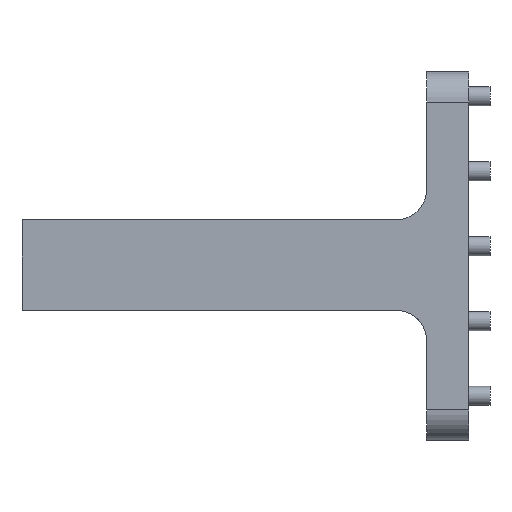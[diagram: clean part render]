
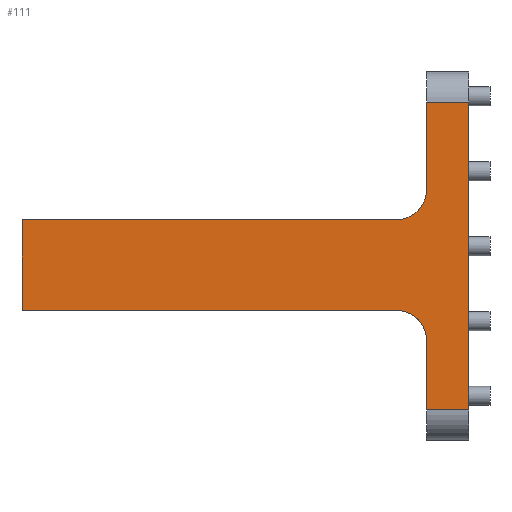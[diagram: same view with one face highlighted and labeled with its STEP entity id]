
A CAD part, left-side view. The second image highlights one B-rep face of the part: STEP entity #111.
In plain terms, the highlighted planar face has unit normal (-1, 0, 0).
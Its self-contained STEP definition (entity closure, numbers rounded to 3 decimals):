
#7 = LINE ( 'NONE', #494, #897 ) ;
#35 = CARTESIAN_POINT ( 'NONE',  ( 9.704, 3.438, 40.909 ) ) ;
#46 = FACE_OUTER_BOUND ( 'NONE', #1317, .T. ) ;
#50 = CIRCLE ( 'NONE', #942, 10. ) ;
#98 = VECTOR ( 'NONE', #1514, 1000. ) ;
#108 = VERTEX_POINT ( 'NONE', #276 ) ;
#111 = ADVANCED_FACE ( 'NONE', ( #46 ), #157, .F. ) ;
#112 = DIRECTION ( 'NONE',  ( 0., 0., -1. ) ) ;
#122 = VECTOR ( 'NONE', #112, 1000. ) ;
#133 = VERTEX_POINT ( 'NONE', #1280 ) ;
#136 = ORIENTED_EDGE ( 'NONE', *, *, #1473, .F. ) ;
#149 = DIRECTION ( 'NONE',  ( 0., -1., 0. ) ) ;
#156 = EDGE_CURVE ( 'NONE', #1584, #1193, #773, .T. ) ;
#157 = PLANE ( 'NONE',  #1555 ) ;
#209 = LINE ( 'NONE', #1534, #1347 ) ;
#235 = DIRECTION ( 'NONE',  ( 0., 1., 0. ) ) ;
#261 = EDGE_CURVE ( 'NONE', #1386, #1214, #209, .T. ) ;
#276 = CARTESIAN_POINT ( 'NONE',  ( 9.704, 13.438, 73.909 ) ) ;
#314 = EDGE_CURVE ( 'NONE', #1186, #869, #50, .T. ) ;
#322 = CARTESIAN_POINT ( 'NONE',  ( 9.704, 137.438, 73.909 ) ) ;
#334 = DIRECTION ( 'NONE',  ( 0., 0., -1. ) ) ;
#368 = EDGE_CURVE ( 'NONE', #133, #1199, #862, .T. ) ;
#424 = ORIENTED_EDGE ( 'NONE', *, *, #261, .F. ) ;
#444 = LINE ( 'NONE', #660, #993 ) ;
#450 = CARTESIAN_POINT ( 'NONE',  ( 9.704, 13.438, 113.909 ) ) ;
#494 = CARTESIAN_POINT ( 'NONE',  ( 9.704, 3.438, 34.909 ) ) ;
#555 = VERTEX_POINT ( 'NONE', #1372 ) ;
#576 = ORIENTED_EDGE ( 'NONE', *, *, #929, .T. ) ;
#586 = ORIENTED_EDGE ( 'NONE', *, *, #314, .T. ) ;
#600 = CARTESIAN_POINT ( 'NONE',  ( 9.704, 13.438, 103.909 ) ) ;
#604 = DIRECTION ( 'NONE',  ( 0., 0., 1. ) ) ;
#610 = DIRECTION ( 'NONE',  ( 1., 0., 0. ) ) ;
#647 = DIRECTION ( 'NONE',  ( 0., 0., -1. ) ) ;
#660 = CARTESIAN_POINT ( 'NONE',  ( 9.704, 5.465, 103.909 ) ) ;
#669 = DIRECTION ( 'NONE',  ( 1., 0., 0. ) ) ;
#679 = ORIENTED_EDGE ( 'NONE', *, *, #156, .T. ) ;
#702 = DIRECTION ( 'NONE',  ( 0., 0., 1. ) ) ;
#714 = ORIENTED_EDGE ( 'NONE', *, *, #1390, .T. ) ;
#757 = LINE ( 'NONE', #1368, #1046 ) ;
#764 = CARTESIAN_POINT ( 'NONE',  ( 9.704, 3.438, 34.909 ) ) ;
#773 = LINE ( 'NONE', #1018, #98 ) ;
#806 = CARTESIAN_POINT ( 'NONE',  ( 9.704, -10.562, 40.909 ) ) ;
#817 = EDGE_CURVE ( 'NONE', #869, #1584, #444, .T. ) ;
#826 = ORIENTED_EDGE ( 'NONE', *, *, #368, .F. ) ;
#833 = CARTESIAN_POINT ( 'NONE',  ( 9.704, 3.438, 142.909 ) ) ;
#842 = ORIENTED_EDGE ( 'NONE', *, *, #1358, .T. ) ;
#853 = CARTESIAN_POINT ( 'NONE',  ( 9.704, -10.562, 152.909 ) ) ;
#862 = LINE ( 'NONE', #853, #122 ) ;
#866 = VECTOR ( 'NONE', #235, 1000. ) ;
#869 = VERTEX_POINT ( 'NONE', #600 ) ;
#888 = EDGE_CURVE ( 'NONE', #1193, #108, #965, .T. ) ;
#897 = VECTOR ( 'NONE', #604, 1000. ) ;
#929 = EDGE_CURVE ( 'NONE', #108, #1214, #1179, .T. ) ;
#942 = AXIS2_PLACEMENT_3D ( 'NONE', #450, #1428, #334 ) ;
#965 = LINE ( 'NONE', #972, #1091 ) ;
#972 = CARTESIAN_POINT ( 'NONE',  ( 9.704, 5.465, 73.909 ) ) ;
#993 = VECTOR ( 'NONE', #1422, 1000. ) ;
#1018 = CARTESIAN_POINT ( 'NONE',  ( 9.704, 137.438, 73.909 ) ) ;
#1046 = VECTOR ( 'NONE', #149, 1000. ) ;
#1062 = CARTESIAN_POINT ( 'NONE',  ( 9.704, 3.438, 63.909 ) ) ;
#1091 = VECTOR ( 'NONE', #1334, 1000. ) ;
#1152 = CARTESIAN_POINT ( 'NONE',  ( 9.704, 137.438, 103.909 ) ) ;
#1179 = CIRCLE ( 'NONE', #1225, 10. ) ;
#1186 = VERTEX_POINT ( 'NONE', #1188 ) ;
#1188 = CARTESIAN_POINT ( 'NONE',  ( 9.704, 3.438, 113.909 ) ) ;
#1193 = VERTEX_POINT ( 'NONE', #322 ) ;
#1199 = VERTEX_POINT ( 'NONE', #806 ) ;
#1214 = VERTEX_POINT ( 'NONE', #1062 ) ;
#1225 = AXIS2_PLACEMENT_3D ( 'NONE', #1351, #610, #1341 ) ;
#1280 = CARTESIAN_POINT ( 'NONE',  ( 9.704, -10.562, 142.909 ) ) ;
#1311 = ORIENTED_EDGE ( 'NONE', *, *, #888, .T. ) ;
#1317 = EDGE_LOOP ( 'NONE', ( #424, #714, #826, #842, #136, #586, #1565, #679, #1311, #576 ) ) ;
#1334 = DIRECTION ( 'NONE',  ( 0., -1., 0. ) ) ;
#1341 = DIRECTION ( 'NONE',  ( 0., 0., -1. ) ) ;
#1347 = VECTOR ( 'NONE', #702, 1000. ) ;
#1351 = CARTESIAN_POINT ( 'NONE',  ( 9.704, 13.438, 63.909 ) ) ;
#1358 = EDGE_CURVE ( 'NONE', #133, #555, #1446, .T. ) ;
#1368 = CARTESIAN_POINT ( 'NONE',  ( 9.704, -10.562, 40.909 ) ) ;
#1372 = CARTESIAN_POINT ( 'NONE',  ( 9.704, 3.438, 142.909 ) ) ;
#1386 = VERTEX_POINT ( 'NONE', #35 ) ;
#1390 = EDGE_CURVE ( 'NONE', #1386, #1199, #757, .T. ) ;
#1422 = DIRECTION ( 'NONE',  ( 0., 1., 0. ) ) ;
#1428 = DIRECTION ( 'NONE',  ( 1., 0., 0. ) ) ;
#1446 = LINE ( 'NONE', #833, #866 ) ;
#1473 = EDGE_CURVE ( 'NONE', #1186, #555, #7, .T. ) ;
#1514 = DIRECTION ( 'NONE',  ( 0., 0., -1. ) ) ;
#1534 = CARTESIAN_POINT ( 'NONE',  ( 9.704, 3.438, 34.909 ) ) ;
#1555 = AXIS2_PLACEMENT_3D ( 'NONE', #764, #669, #647 ) ;
#1565 = ORIENTED_EDGE ( 'NONE', *, *, #817, .T. ) ;
#1584 = VERTEX_POINT ( 'NONE', #1152 ) ;
